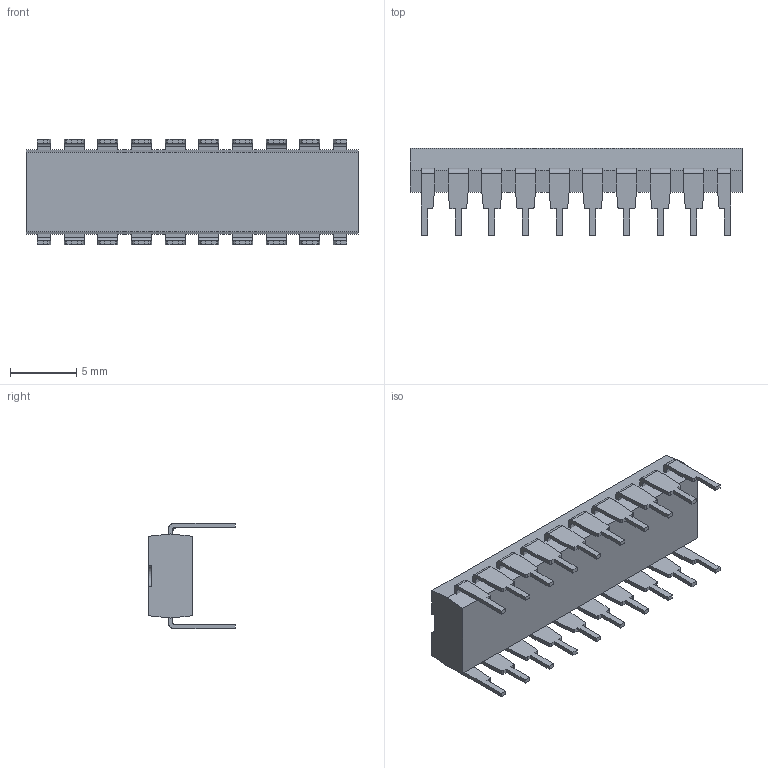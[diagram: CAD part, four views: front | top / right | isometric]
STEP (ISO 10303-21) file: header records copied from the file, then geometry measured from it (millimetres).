
FILE_DESCRIPTION(/* description */ (''),/* implementation_level */ '2;1');
FILE_NAME(/* name */ 'IC DIP 20-pin.step',/* time_stamp */ '2019-03-12T08:41:28+11:00',/* author */ ('austfox'),/* organization */ (''),/* preprocessor_version */ 'ST-DEVELOPER v17.2',/* originating_system */ 'Autodesk Translation Framework v7.6.0.251',/* authorisation */ '');
FILE_SCHEMA (('AUTOMOTIVE_DESIGN { 1 0 10303 214 3 1 1 }'));
Length unit declared in the file: millimetre
Products named in the file (1): IC DIP 20-pin
Bounding box: 25.04 x 6.55 x 7.92 mm (x, y, z)
Volume: 554.2 mm3; surface area: 895.2 mm2
Topology: 21 solids, 21 shells, 354 faces, 936 edges, 624 vertices
Faces by surface type: plane 277, cylinder 77
Entity records: 10894 total; most frequent: CARTESIAN_POINT 1915, ORIENTED_EDGE 1872, DIRECTION 1800, EDGE_CURVE 936, LINE 782, VECTOR 782, VERTEX_POINT 624, AXIS2_PLACEMENT_3D 509
